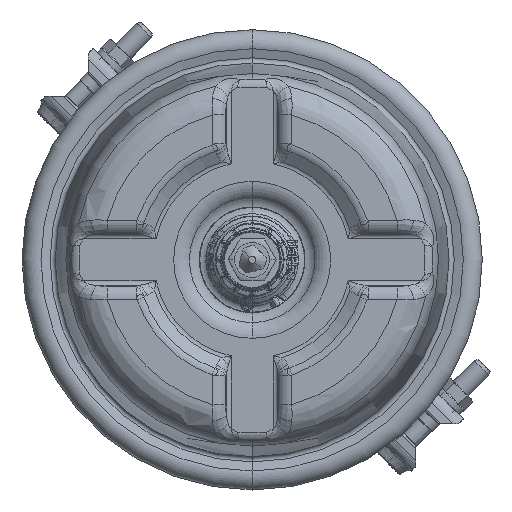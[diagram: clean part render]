
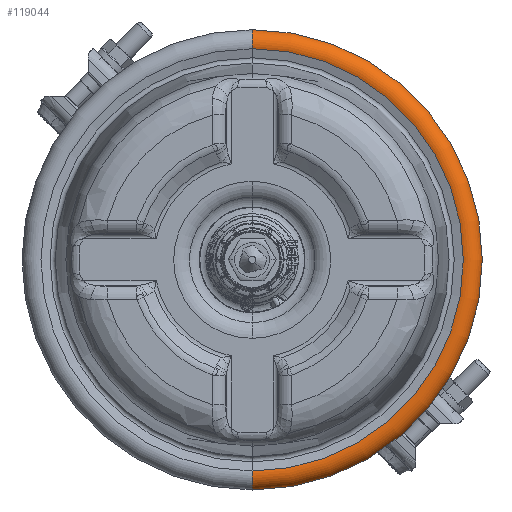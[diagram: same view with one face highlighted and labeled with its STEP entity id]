
A CAD part, front view. The second image highlights one B-rep face of the part: STEP entity #119044.
In plain terms, the highlighted toroidal (fillet/blend) face has major radius 97.536 mm and minor radius 6.477 mm.
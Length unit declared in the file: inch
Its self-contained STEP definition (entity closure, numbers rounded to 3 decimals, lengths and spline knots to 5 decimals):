
#76568=CARTESIAN_POINT('',(0.,-3.83164,0.));
#76569=DIRECTION('',(0.,-1.,0.));
#76570=DIRECTION('',(0.,0.,-1.));
#76571=AXIS2_PLACEMENT_3D('',#76568,#76569,#76570);
#76573=CARTESIAN_POINT('',(0.,-3.59053,-3.84));
#76574=DIRECTION('',(1.,0.,0.));
#76575=DIRECTION('',(0.,-0.946,0.326));
#76576=AXIS2_PLACEMENT_3D('',#76573,#76574,#76575);
#76578=CARTESIAN_POINT('',(0.,-3.59053,3.84));
#76579=DIRECTION('',(-1.,0.,0.));
#76580=DIRECTION('',(0.,-0.946,-0.326));
#76581=AXIS2_PLACEMENT_3D('',#76578,#76579,#76580);
#76616=CARTESIAN_POINT('',(0.,-3.59053,0.));
#76617=DIRECTION('',(0.,-1.,0.));
#76618=DIRECTION('',(0.,0.,-1.));
#76619=AXIS2_PLACEMENT_3D('',#76616,#76617,#76618);
#88311=CARTESIAN_POINT('',(0.,-3.83164,-3.75698));
#88312=VERTEX_POINT('',#88311);
#88313=CARTESIAN_POINT('',(0.,-3.59053,-4.095));
#88314=VERTEX_POINT('',#88313);
#88345=CARTESIAN_POINT('',(0.,-3.83164,3.75698));
#88346=VERTEX_POINT('',#88345);
#88347=CARTESIAN_POINT('',(0.,-3.59053,4.095));
#88348=VERTEX_POINT('',#88347);
#119030=CARTESIAN_POINT('',(0.,-3.59053,0.));
#119031=DIRECTION('',(0.,-1.,0.));
#119032=DIRECTION('',(0.,0.,1.));
#119033=AXIS2_PLACEMENT_3D('',#119030,#119031,#119032);
#119034=TOROIDAL_SURFACE('',#119033,3.84,0.255);
#119036=ORIENTED_EDGE('',*,*,#119035,.F.);
#119037=ORIENTED_EDGE('',*,*,#119025,.T.);
#119039=ORIENTED_EDGE('',*,*,#119038,.T.);
#119041=ORIENTED_EDGE('',*,*,#119040,.F.);
#119042=EDGE_LOOP('',(#119036,#119037,#119039,#119041));
#119043=FACE_OUTER_BOUND('',#119042,.F.);
#76572=CIRCLE('',#76571,3.75698);
#76577=CIRCLE('',#76576,0.255);
#76582=CIRCLE('',#76581,0.255);
#76620=CIRCLE('',#76619,4.095);
#119025=EDGE_CURVE('',#88312,#88346,#76572,.T.);
#119035=EDGE_CURVE('',#88312,#88314,#76577,.T.);
#119038=EDGE_CURVE('',#88346,#88348,#76582,.T.);
#119040=EDGE_CURVE('',#88314,#88348,#76620,.T.);
#119044=ADVANCED_FACE('',(#119043),#119034,.T.);
